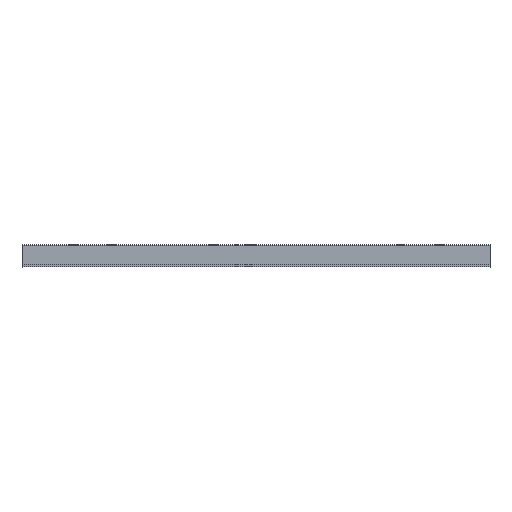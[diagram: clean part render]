
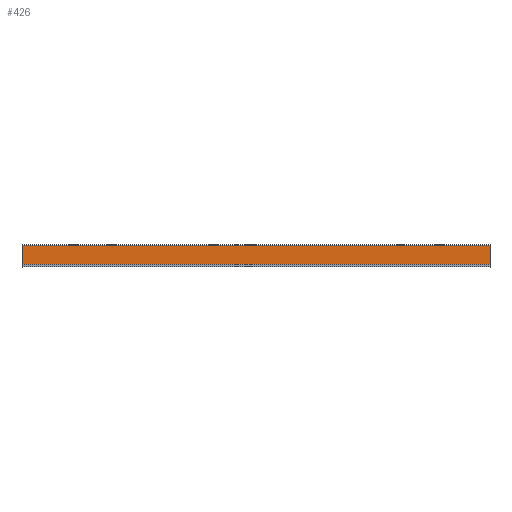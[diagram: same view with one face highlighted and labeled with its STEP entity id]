
A CAD part, front view. The second image highlights one B-rep face of the part: STEP entity #426.
In plain terms, the highlighted planar face has unit normal (0, -1, 0).
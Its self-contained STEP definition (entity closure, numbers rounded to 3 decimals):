
#94 = LINE ( 'NONE', #3037, #878 ) ;
#290 = DIRECTION ( 'NONE',  ( 0., 1., 0. ) ) ;
#426 = ADVANCED_FACE ( 'NONE', ( #592 ), #2928, .F. ) ;
#592 = FACE_OUTER_BOUND ( 'NONE', #3342, .T. ) ;
#712 = VECTOR ( 'NONE', #1052, 1000. ) ;
#718 = AXIS2_PLACEMENT_3D ( 'NONE', #2459, #290, #2965 ) ;
#721 = VERTEX_POINT ( 'NONE', #2633 ) ;
#839 = ORIENTED_EDGE ( 'NONE', *, *, #3396, .F. ) ;
#845 = CARTESIAN_POINT ( 'NONE',  ( -500., 24., -46.45 ) ) ;
#878 = VECTOR ( 'NONE', #3312, 1000. ) ;
#886 = ORIENTED_EDGE ( 'NONE', *, *, #1207, .T. ) ;
#1052 = DIRECTION ( 'NONE',  ( -1., 0., 0. ) ) ;
#1202 = VERTEX_POINT ( 'NONE', #3023 ) ;
#1207 = EDGE_CURVE ( 'NONE', #1202, #2346, #3250, .T. ) ;
#1340 = DIRECTION ( 'NONE',  ( 0., 0., -1. ) ) ;
#1830 = LINE ( 'NONE', #3218, #2356 ) ;
#1959 = CARTESIAN_POINT ( 'NONE',  ( 500., 24., -1.5 ) ) ;
#1990 = EDGE_CURVE ( 'NONE', #1202, #721, #94, .T. ) ;
#2346 = VERTEX_POINT ( 'NONE', #2843 ) ;
#2356 = VECTOR ( 'NONE', #1340, 1000. ) ;
#2376 = CARTESIAN_POINT ( 'NONE',  ( 500., 24., -46.45 ) ) ;
#2414 = DIRECTION ( 'NONE',  ( -1., 0., 0. ) ) ;
#2459 = CARTESIAN_POINT ( 'NONE',  ( 500., 24., 0. ) ) ;
#2633 = CARTESIAN_POINT ( 'NONE',  ( 500., 24., -46.45 ) ) ;
#2819 = EDGE_CURVE ( 'NONE', #2346, #3428, #1830, .T. ) ;
#2843 = CARTESIAN_POINT ( 'NONE',  ( -500., 24., -1.5 ) ) ;
#2928 = PLANE ( 'NONE',  #718 ) ;
#2965 = DIRECTION ( 'NONE',  ( 0., 0., 1. ) ) ;
#3023 = CARTESIAN_POINT ( 'NONE',  ( 500., 24., -1.5 ) ) ;
#3037 = CARTESIAN_POINT ( 'NONE',  ( 500., 24., 0. ) ) ;
#3074 = VECTOR ( 'NONE', #2414, 1000. ) ;
#3138 = ORIENTED_EDGE ( 'NONE', *, *, #2819, .T. ) ;
#3143 = ORIENTED_EDGE ( 'NONE', *, *, #1990, .F. ) ;
#3218 = CARTESIAN_POINT ( 'NONE',  ( -500., 24., 0. ) ) ;
#3250 = LINE ( 'NONE', #1959, #3074 ) ;
#3312 = DIRECTION ( 'NONE',  ( 0., 0., -1. ) ) ;
#3342 = EDGE_LOOP ( 'NONE', ( #3138, #839, #3143, #886 ) ) ;
#3396 = EDGE_CURVE ( 'NONE', #721, #3428, #3462, .T. ) ;
#3428 = VERTEX_POINT ( 'NONE', #845 ) ;
#3462 = LINE ( 'NONE', #2376, #712 ) ;
